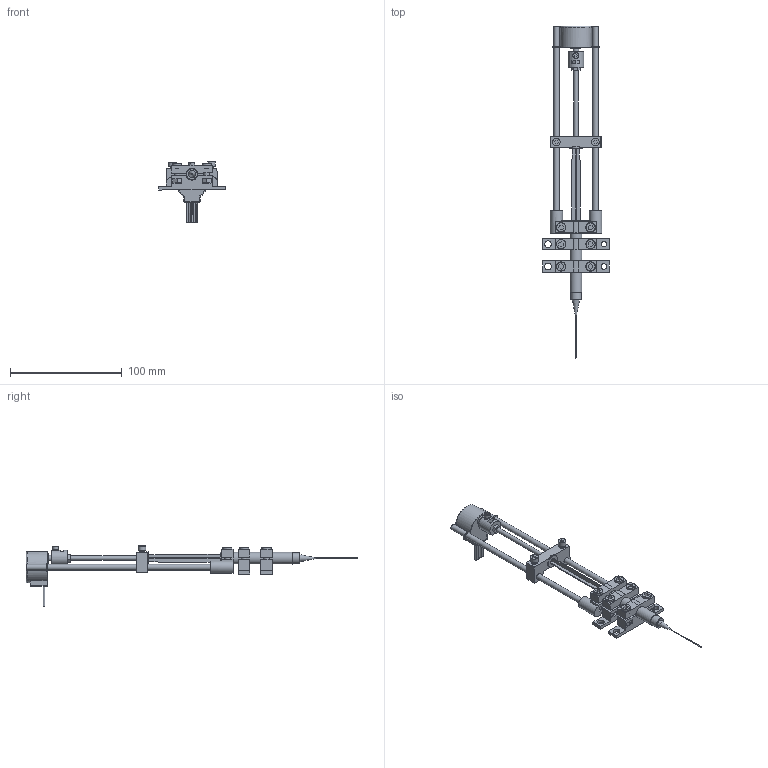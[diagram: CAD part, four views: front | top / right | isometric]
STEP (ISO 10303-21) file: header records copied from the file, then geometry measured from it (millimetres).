
FILE_DESCRIPTION(/* description */ ('Unknown'),/* implementation_level */ '2;1');
FILE_NAME(/* name */ '3ml Glue Extruder Assembly',/* time_stamp */ '2023-06-03T09:27:52-04:00',/* author */ ('Unknown'),/* organization */ ('Unknown'),/* preprocessor_version */ 'ST-DEVELOPER v18.102',/* originating_system */ 'Solid Edge',/* authorisation */ 'Unknown');
FILE_SCHEMA (('AUTOMOTIVE_DESIGN {1 0 10303 214 3 1 1}'));
Length unit declared in the file: millimetre
Products named in the file (20): 3ml Glue Extruder Assembly; 3ml Main Clamp Top; 3ml Seringe Assembly; 3ml Seringe Press; 3ml Seringe Main; M3 6mm Socket Head Bolt; 3ml Main Clamp Bottom; M5 Nut; Needle; M5 12mm Socket Head Bolt; M3 5mm OD 4mm Deep Threaded Insert; 5V Stepper Motor; 5V Stepper Motor Coupler to M4 Threaded Rod; Stationary Thread Holding Block; M4 6mm OD 10mm Deep Threaded Insert; M4 12mm Socket Head Bolt; 3ml Mount Clamp; M4 Nut; M4 80mm Threaded Rod; M5 175mm Rod
Assembly tree (37 placements, depth 3):
  3ml Glue Extruder Assembly
    3ml Main Clamp Top  x3
    3ml Seringe Assembly
      3ml Seringe Press
      3ml Seringe Main
    M3 6mm Socket Head Bolt
    3ml Main Clamp Bottom
    M5 Nut  x6
    Needle
    M5 12mm Socket Head Bolt  x6
    M3 5mm OD 4mm Deep Threaded Insert
    5V Stepper Motor
    5V Stepper Motor Coupler to M4 Threaded Rod
    Stationary Thread Holding Block
    M4 6mm OD 10mm Deep Threaded Insert  x3
    M4 12mm Socket Head Bolt  x2
    3ml Mount Clamp  x2
    M4 Nut  x2
    M4 80mm Threaded Rod
    M5 175mm Rod  x2
Bounding box: 60.02 x 297.5 x 54.14 mm (x, y, z)
Volume: 53718.4 mm3; surface area: 42592.4 mm2
Topology: 36 solids, 36 shells, 531 faces, 1194 edges, 796 vertices
Faces by surface type: plane 383, cylinder 130, cone 17, torus 1
Full cylindrical faces by diameter (mm): 0.5 x1, 1.5 x5, 2.25 x1, 3 x2, 4 x9, 4.2 x2, 4.25 x2, 4.5 x1, 5 x21, 5.024 x2, 5.2 x1, 5.25 x9, 5.5 x1, 6 x26, 6.9 x2, 8.1 x6, 8.5 x6, 9 x2, 9.5 x1, 10.5 x1, 11 x1, 11.25 x1, 11.75 x1, 28 x1
Entity records: 9879 total; most frequent: CARTESIAN_POINT 1522, DIRECTION 1509, ORIENTED_EDGE 1262, EDGE_CURVE 631, AXIS2_PLACEMENT_3D 542, EDGE_LOOP 463, FACE_BOUND 463, VERTEX_POINT 462
